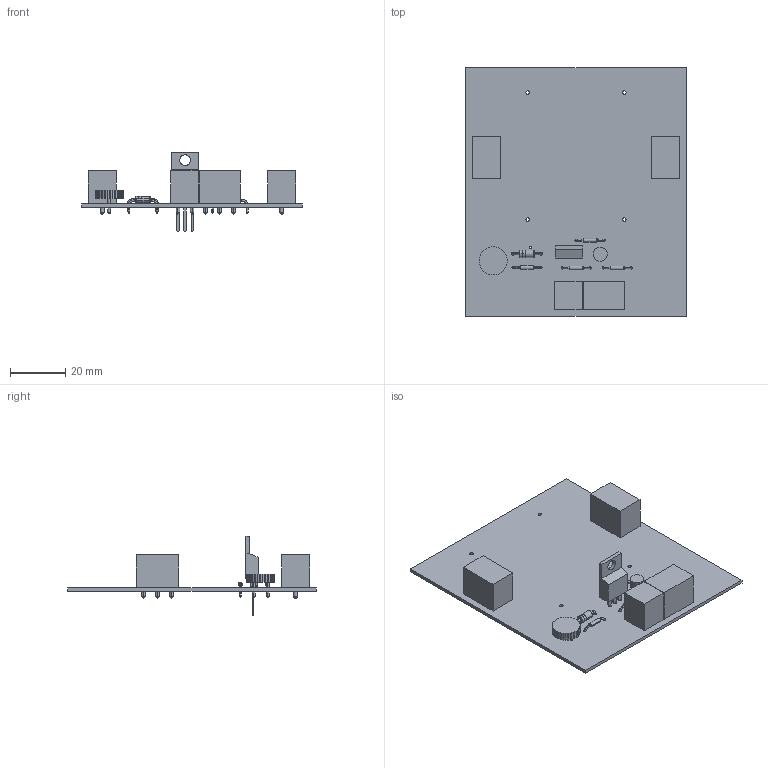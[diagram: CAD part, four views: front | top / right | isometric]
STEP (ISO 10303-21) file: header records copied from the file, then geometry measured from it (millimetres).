
FILE_DESCRIPTION(('PCB Model'),'2;1');
FILE_NAME('placaMTG.STEP','2022-04-24T15:02:22',( 'jdiog'),('Unspecified'),'Open CASCADE STEP processor 6.8','Proteus' ,'Unknown');
FILE_SCHEMA(('CONFIG_CONTROL_DESIGN','SHAPE_APPEARANCE_LAYER_MIM'));
Length unit declared in the file: millimetre
Products named in the file (39): Open CASCADE STEP translator 6.8 1; Layer_1; MOTOR; Open CASCADE STEP translator 6.8 1.2.1; Body_1; Pin_1; Pin_2; Pin_3; TACO; FONTE; Open CASCADE STEP translator 6.8 1.4.1; ARDUINO; Q1; Open CASCADE STEP translator 6.8 1.6.1; R1; Open CASCADE STEP translator 6.8 1.7.1; R2; R3; D1; Open CASCADE STEP translator 6.8 1.10.1; C2; Open CASCADE STEP translator 6.8 1.11.1; C1; Open CASCADE STEP translator 6.8 1.12.1; R4
Assembly tree (43 placements, depth 4):
  Open CASCADE STEP translator 6.8 1
    Layer_1
    MOTOR
      Open CASCADE STEP translator 6.8 1.2.1
        Body_1
        Pin_1
        Pin_2
        Pin_3
    TACO
      Open CASCADE STEP translator 6.8 1.2.1
        Body_1
        Pin_1
        Pin_2
        Pin_3
    FONTE
      Open CASCADE STEP translator 6.8 1.4.1
        Body_1
        Pin_1
        Pin_2
    ARDUINO
      Open CASCADE STEP translator 6.8 1.2.1
        Body_1
        Pin_1
        Pin_2
        Pin_3
    Q1
      Open CASCADE STEP translator 6.8 1.6.1
        Body_1
    R1
      Open CASCADE STEP translator 6.8 1.7.1
        Body_1
        Pin_1
        Pin_2
    R2
      Open CASCADE STEP translator 6.8 1.7.1
        Body_1
        Pin_1
        Pin_2
    R3
      Open CASCADE STEP translator 6.8 1.7.1
        Body_1
        Pin_1
        Pin_2
    D1
      Open CASCADE STEP translator 6.8 1.10.1
        Body_1
    C2
      Open CASCADE STEP translator 6.8 1.11.1
        Body_1
        Pin_1
        Pin_2
    C1
      Open CASCADE STEP translator 6.8 1.12.1
        Body_1
        Pin_1
        Pin_2
    R4
      Open CASCADE STEP translator 6.8 1.7.1
        Body_1
        Pin_1
Bounding box: 80 x 90 x 28.62 mm (x, y, z)
Volume: 16692 mm3; surface area: 20130.9 mm2
Topology: 36 solids, 36 shells, 486 faces, 1209 edges, 710 vertices
Faces by surface type: plane 182, cylinder 144, sphere 92, bspline 32, torus 28, extrusion 8
Entity records: 13221 total; most frequent: CARTESIAN_POINT 2186, DIRECTION 1768, ORIENTED_EDGE 1694, EDGE_CURVE 847, AXIS2_PLACEMENT_3D 644, VERTEX_POINT 550, VECTOR 480, LINE 478
